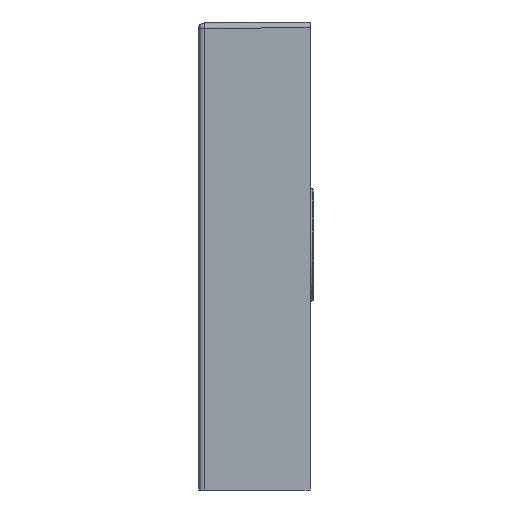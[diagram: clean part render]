
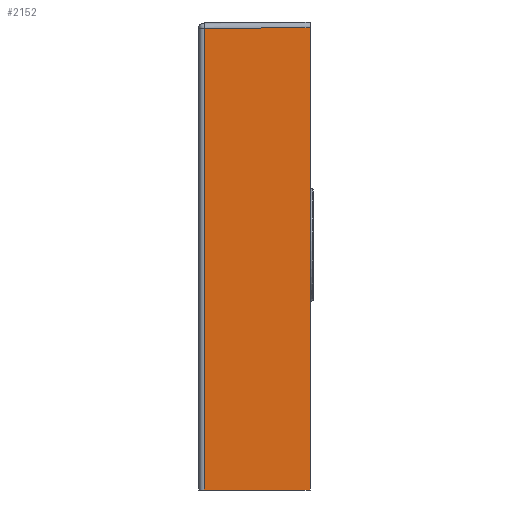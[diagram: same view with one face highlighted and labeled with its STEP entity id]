
A CAD part, left-side view. The second image highlights one B-rep face of the part: STEP entity #2152.
In plain terms, the highlighted planar face has unit normal (-1, 0.009, 0).
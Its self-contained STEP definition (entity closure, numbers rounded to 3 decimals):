
#257=LINE('',#4194,#366);
#258=LINE('',#4196,#367);
#259=LINE('',#4198,#368);
#260=LINE('',#4199,#369);
#366=VECTOR('',#2680,95.051);
#367=VECTOR('',#2681,414.171);
#368=VECTOR('',#2682,95.047);
#369=VECTOR('',#2683,415.);
#491=FACE_OUTER_BOUND('',#630,.T.);
#630=EDGE_LOOP('',(#1554,#1555,#1556,#1557));
#950=VERTEX_POINT('',#4192);
#951=VERTEX_POINT('',#4193);
#952=VERTEX_POINT('',#4195);
#953=VERTEX_POINT('',#4197);
#1174=EDGE_CURVE('',#950,#951,#257,.T.);
#1175=EDGE_CURVE('',#951,#952,#258,.T.);
#1176=EDGE_CURVE('',#952,#953,#259,.T.);
#1177=EDGE_CURVE('',#953,#950,#260,.T.);
#1554=ORIENTED_EDGE('',*,*,#1174,.T.);
#1555=ORIENTED_EDGE('',*,*,#1175,.T.);
#1556=ORIENTED_EDGE('',*,*,#1176,.T.);
#1557=ORIENTED_EDGE('',*,*,#1177,.T.);
#2110=PLANE('',#2344);
#2152=ADVANCED_FACE('',(#491),#2110,.T.);
#2344=AXIS2_PLACEMENT_3D('',#4191,#2678,#2679);
#2678=DIRECTION('center_axis',(-1.,0.009,0.));
#2679=DIRECTION('ref_axis',(0.,0.,1.));
#2680=DIRECTION('',(0.009,1.,-0.009));
#2681=DIRECTION('',(0.,0.,-1.));
#2682=DIRECTION('',(-0.009,-1.,0.));
#2683=DIRECTION('',(0.,0.,1.));
#4191=CARTESIAN_POINT('Origin',(-499.585,-52.478,-220.));
#4192=CARTESIAN_POINT('',(-500.,-100.,195.));
#4193=CARTESIAN_POINT('',(-499.171,-4.956,194.171));
#4194=CARTESIAN_POINT('',(-500.,-100.,195.));
#4195=CARTESIAN_POINT('',(-499.171,-4.956,-220.));
#4196=CARTESIAN_POINT('',(-499.171,-4.956,194.171));
#4197=CARTESIAN_POINT('',(-500.,-100.,-220.));
#4198=CARTESIAN_POINT('',(-499.171,-4.956,-220.));
#4199=CARTESIAN_POINT('',(-500.,-100.,-220.));
